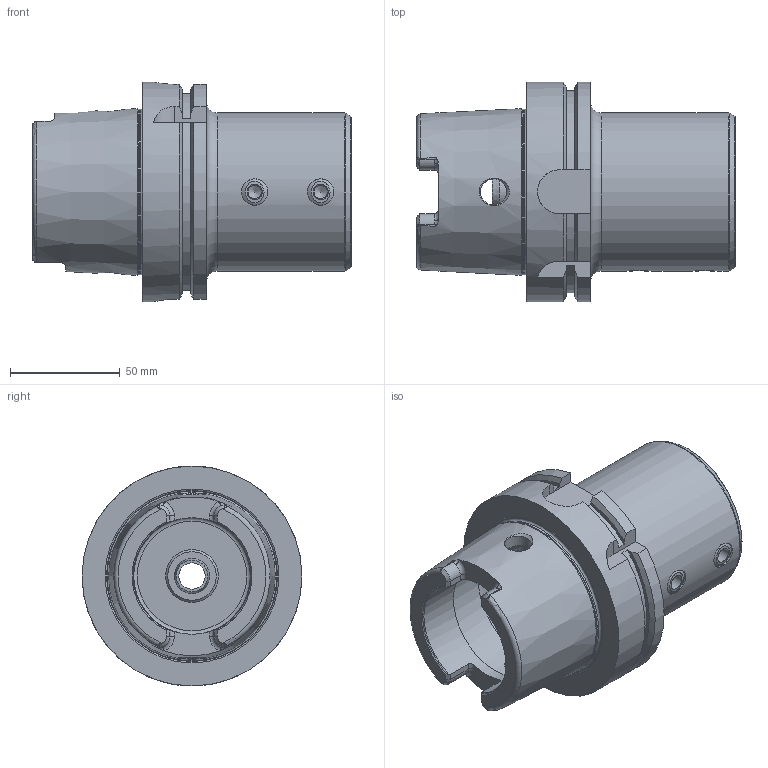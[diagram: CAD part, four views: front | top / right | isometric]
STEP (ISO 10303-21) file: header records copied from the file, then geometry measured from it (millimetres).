
FILE_DESCRIPTION((''),'2;1');
FILE_NAME('591077132095-3D.stp','2021-10-05T17:36:00',('nttooll'),(''),'Autodesk Inventor 2012','Autodesk Inventor 2012','');
FILE_SCHEMA(('AUTOMOTIVE_DESIGN { 1 0 10303 214 1 1 1 1 }'));
Length unit declared in the file: millimetre
Products named in the file (1): 591077132095-3D
Bounding box: 145 x 100 x 100 mm (x, y, z)
Volume: 478268.2 mm3; surface area: 73447.7 mm2
Topology: 1 solids, 1 shells, 149 faces, 368 edges, 230 vertices
Faces by surface type: cylinder 48, plane 46, cone 35, torus 20
Full cylindrical faces by diameter (mm): 6 x2, 6.928 x2, 8.5 x2, 12 x7, 15.3 x1, 16 x1, 24 x1, 32 x1, 32.4 x1, 53 x1, 53.8 x1, 63 x1, 72 x1, 75.3 x1, 100 x1
Entity records: 4605 total; most frequent: CARTESIAN_POINT 1397, DIRECTION 669, ORIENTED_EDGE 596, EDGE_CURVE 298, AXIS2_PLACEMENT_3D 287, EDGE_LOOP 219, VERTEX_POINT 215, FACE_OUTER_BOUND 149
